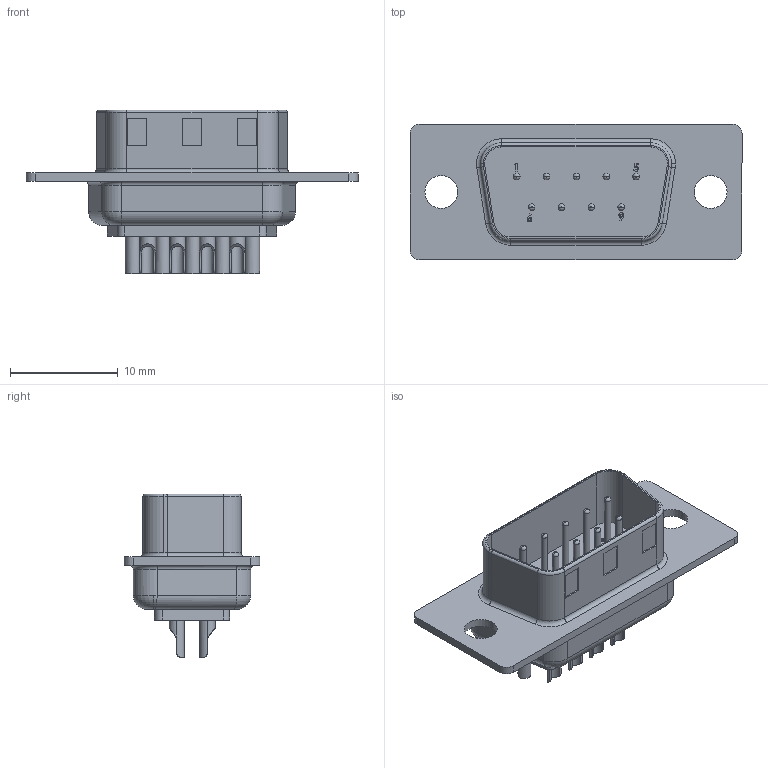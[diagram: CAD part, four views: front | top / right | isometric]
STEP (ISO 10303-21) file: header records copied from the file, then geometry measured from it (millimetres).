
FILE_DESCRIPTION (( 'STEP AP214' ), '1' );
FILE_NAME ('171-009-103.STEP', '2007-07-11T03:10:40', ( 'Tom Plaven' ), ( 'Anapro Tech' ), 'SwSTEP 2.0', 'SolidWorks 2007', '' );
FILE_SCHEMA (( 'AUTOMOTIVE_DESIGN' ));
Length unit declared in the file: inch
Products named in the file (1): 171-009-103
Bounding box: 30.81 x 12.6 x 15.21 mm (x, y, z)
Volume: 1283.5 mm3; surface area: 1941.3 mm2
Topology: 1 solids, 1 shells, 390 faces, 941 edges, 598 vertices
Faces by surface type: plane 165, cylinder 139, bspline 48, torus 38
Entity records: 16494 total; most frequent: CARTESIAN_POINT 5190, ORIENTED_EDGE 1882, DIRECTION 1699, EDGE_CURVE 941, VERTEX_POINT 598, AXIS2_PLACEMENT_3D 597, VECTOR 505, LINE 505
